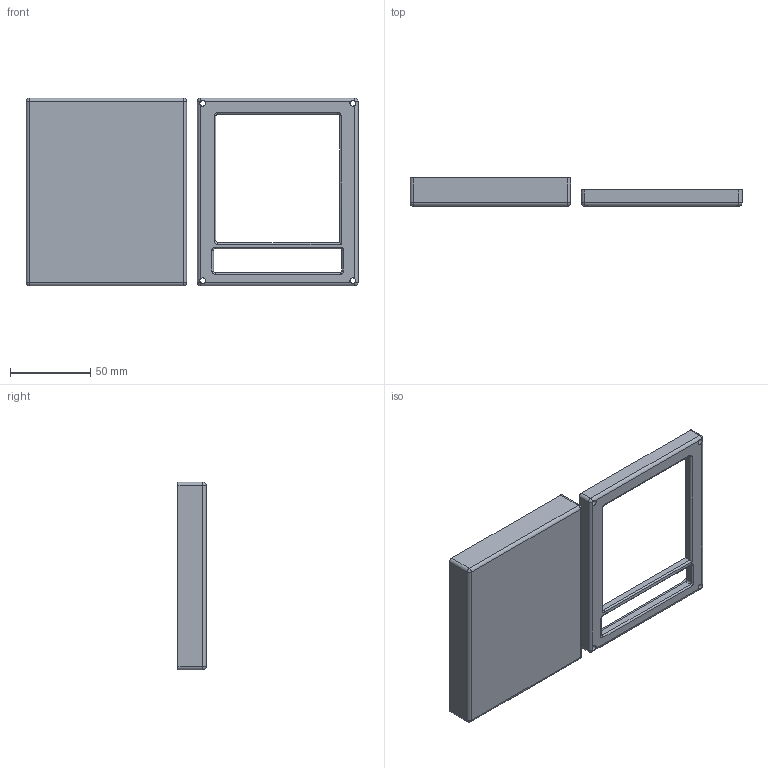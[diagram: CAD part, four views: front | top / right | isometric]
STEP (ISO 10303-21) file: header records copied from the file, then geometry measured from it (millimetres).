
FILE_DESCRIPTION(/* description */ ('STEP AP242','CAx-IF Rec.Pracs.---Representation and Presentation of Product Manufacturing Information (PMI)---4.0---2014-10-13','CAx-IF Rec.Pracs.---3D Tessellated Geometry---0.4---2014-09-14','2;1'),/* implementation_level */ '2;1');
FILE_NAME(/* name */ '67acc55114c001556ead3ed5',/* time_stamp */ '2025-02-12T15:59:14Z',/* author */ (''),/* organization */ (''),/* preprocessor_version */ 'ST-DEVELOPER v20',/* originating_system */ 'ONSHAPE BY PTC INC, 1.193',/* authorisation */ ' ');
FILE_SCHEMA (('AP242_MANAGED_MODEL_BASED_3D_ENGINEERING_MIM_LF { 1 0 10303 442 1 1 4 }'));
Length unit declared in the file: metre
Products named in the file (2): Part 2; Part 1
Bounding box: 206.84 x 17.5 x 117.04 mm (x, y, z)
Volume: 119882.8 mm3; surface area: 52856.1 mm2
Topology: 2 solids, 2 shells, 268 faces, 713 edges, 457 vertices
Faces by surface type: plane 112, cylinder 89, bspline 52, sphere 8, torus 7
Full cylindrical faces by diameter (mm): 3.5 x4, 3.9 x4
Entity records: 8449 total; most frequent: CARTESIAN_POINT 2020, ORIENTED_EDGE 1386, DIRECTION 1205, EDGE_CURVE 693, VERTEX_POINT 453, AXIS2_PLACEMENT_3D 406, LINE 393, VECTOR 393
